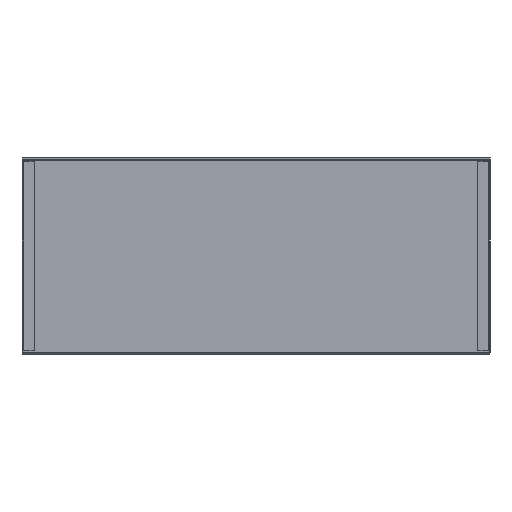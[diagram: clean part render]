
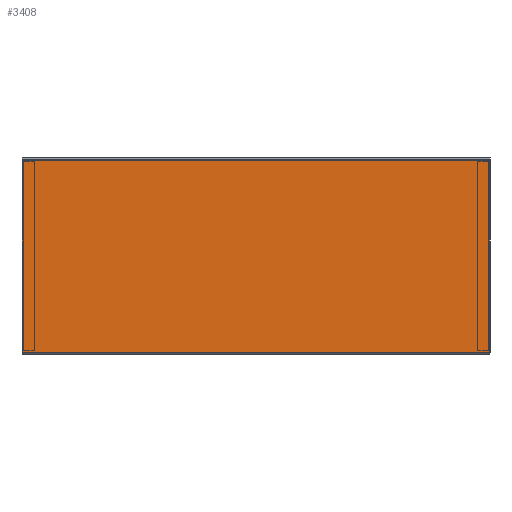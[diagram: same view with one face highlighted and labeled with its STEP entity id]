
A CAD part, left-side view. The second image highlights one B-rep face of the part: STEP entity #3408.
In plain terms, the highlighted planar face has unit normal (-1, 0, 0).
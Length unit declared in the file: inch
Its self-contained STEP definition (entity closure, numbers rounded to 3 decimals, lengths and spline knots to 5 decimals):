
#102 = VERTEX_POINT ( 'NONE', #5756 ) ;
#195 = ORIENTED_EDGE ( 'NONE', *, *, #2189, .F. ) ;
#201 = DIRECTION ( 'NONE',  ( 1., 0., 0. ) ) ;
#321 = DIRECTION ( 'NONE',  ( 0., 1., 0. ) ) ;
#365 = EDGE_CURVE ( 'NONE', #5155, #3976, #665, .T. ) ;
#581 = AXIS2_PLACEMENT_3D ( 'NONE', #6439, #201, #3864 ) ;
#665 = LINE ( 'NONE', #2807, #1740 ) ;
#792 = LINE ( 'NONE', #2953, #2213 ) ;
#809 = VECTOR ( 'NONE', #857, 39.37008 ) ;
#857 = DIRECTION ( 'NONE',  ( 0., 0., 1. ) ) ;
#875 = CARTESIAN_POINT ( 'NONE',  ( -12., -12., 0.086 ) ) ;
#945 = ORIENTED_EDGE ( 'NONE', *, *, #2043, .T. ) ;
#1375 = LINE ( 'NONE', #3443, #5310 ) ;
#1567 = EDGE_CURVE ( 'NONE', #5155, #102, #1375, .T. ) ;
#1740 = VECTOR ( 'NONE', #2226, 39.37008 ) ;
#2043 = EDGE_CURVE ( 'NONE', #3872, #102, #2924, .T. ) ;
#2189 = EDGE_CURVE ( 'NONE', #3872, #3976, #792, .T. ) ;
#2213 = VECTOR ( 'NONE', #321, 39.37008 ) ;
#2216 = ORIENTED_EDGE ( 'NONE', *, *, #365, .T. ) ;
#2226 = DIRECTION ( 'NONE',  ( 0., 0., -1. ) ) ;
#2327 = CARTESIAN_POINT ( 'NONE',  ( -12., 12., 9.914 ) ) ;
#2807 = CARTESIAN_POINT ( 'NONE',  ( -12., 12., 0.057 ) ) ;
#2924 = LINE ( 'NONE', #3468, #809 ) ;
#2953 = CARTESIAN_POINT ( 'NONE',  ( -12., -12., 0.086 ) ) ;
#3136 = ORIENTED_EDGE ( 'NONE', *, *, #1567, .F. ) ;
#3408 = ADVANCED_FACE ( 'NONE', ( #3899 ), #5398, .F. ) ;
#3443 = CARTESIAN_POINT ( 'NONE',  ( -12., -12., 9.914 ) ) ;
#3468 = CARTESIAN_POINT ( 'NONE',  ( -12., -12., 0.057 ) ) ;
#3864 = DIRECTION ( 'NONE',  ( 0., 0., -1. ) ) ;
#3872 = VERTEX_POINT ( 'NONE', #875 ) ;
#3899 = FACE_OUTER_BOUND ( 'NONE', #4010, .T. ) ;
#3976 = VERTEX_POINT ( 'NONE', #4057 ) ;
#4010 = EDGE_LOOP ( 'NONE', ( #3136, #2216, #195, #945 ) ) ;
#4057 = CARTESIAN_POINT ( 'NONE',  ( -12., 12., 0.086 ) ) ;
#5155 = VERTEX_POINT ( 'NONE', #2327 ) ;
#5310 = VECTOR ( 'NONE', #6054, 39.37008 ) ;
#5398 = PLANE ( 'NONE',  #581 ) ;
#5756 = CARTESIAN_POINT ( 'NONE',  ( -12., -12., 9.914 ) ) ;
#6054 = DIRECTION ( 'NONE',  ( 0., -1., 0. ) ) ;
#6439 = CARTESIAN_POINT ( 'NONE',  ( -12., -12., 0.047 ) ) ;
